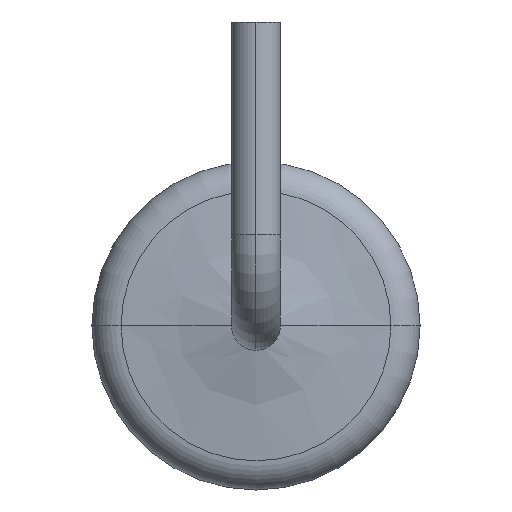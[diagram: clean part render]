
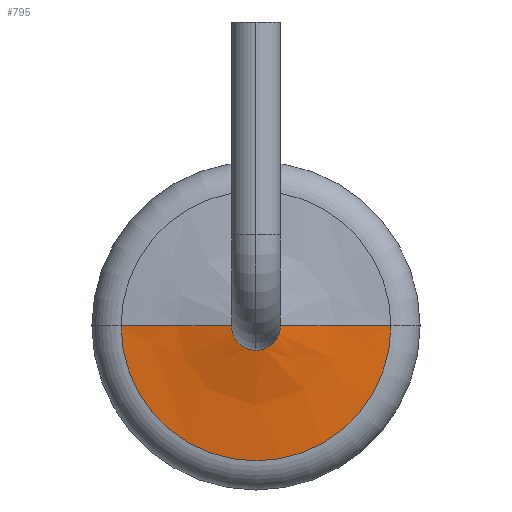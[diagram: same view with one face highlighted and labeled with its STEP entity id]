
A CAD part, left-side view. The second image highlights one B-rep face of the part: STEP entity #795.
In plain terms, the highlighted free-form (B-spline) face has degree [2, 3] with [3, 4] control points.
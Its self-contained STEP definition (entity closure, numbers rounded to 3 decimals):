
#37 = ORIENTED_EDGE ( 'NONE', *, *, #1599, .F. ) ;
#66 = CARTESIAN_POINT ( 'NONE',  ( -7.39, 0.4, 0. ) ) ;
#85 = CARTESIAN_POINT ( 'NONE',  ( -7.164, 1.299, 0. ) ) ;
#102 = B_SPLINE_CURVE_WITH_KNOTS ( 'NONE', 2,
 ( #2140, #2326, #1387 ),
 .UNSPECIFIED., .F., .F.,
 ( 3, 3 ),
 ( 0.175, 0.85 ),
 .UNSPECIFIED. ) ;
#120 = CARTESIAN_POINT ( 'NONE',  ( -7.39, 0., 0. ) ) ;
#168 = DIRECTION ( 'NONE',  ( -1., 0., 0. ) ) ;
#264 = CARTESIAN_POINT ( 'NONE',  ( -7.39, 0.4, -0.8 ) ) ;
#269 = EDGE_CURVE ( 'NONE', #1643, #863, #1088, .T. ) ;
#286 =( BOUNDED_SURFACE ( )  B_SPLINE_SURFACE ( 2, 3, ( 
 ( #2278, #1337, #1531, #423 ),
 ( #1916, #786, #2102, #2299 ),
 ( #66, #264, #1541, #432 ) ),
 .UNSPECIFIED., .F., .F., .T. ) 
 B_SPLINE_SURFACE_WITH_KNOTS ( ( 3, 3 ),
 ( 4, 4 ),
 ( 0.175, 0.85 ),
 ( 0., 1. ),
 .UNSPECIFIED. ) 
 GEOMETRIC_REPRESENTATION_ITEM ( )  RATIONAL_B_SPLINE_SURFACE ( (
 ( 1., 0.333, 0.333, 1.),
 ( 1., 0.333, 0.333, 1.),
 ( 1., 0.333, 0.333, 1.) ) ) 
 REPRESENTATION_ITEM ( '' )  SURFACE ( )  );
#317 = CIRCLE ( 'NONE', #977, 0.4 ) ;
#423 = CARTESIAN_POINT ( 'NONE',  ( -7.126, -2.22, 0. ) ) ;
#432 = CARTESIAN_POINT ( 'NONE',  ( -7.39, -0.4, 0. ) ) ;
#482 = DIRECTION ( 'NONE',  ( -1., 0., 0. ) ) ;
#521 = ORIENTED_EDGE ( 'NONE', *, *, #823, .T. ) ;
#561 = AXIS2_PLACEMENT_3D ( 'NONE', #1615, #168, #1060 ) ;
#621 = VERTEX_POINT ( 'NONE', #1773 ) ;
#786 = CARTESIAN_POINT ( 'NONE',  ( -7.164, 1.299, -2.598 ) ) ;
#795 = ADVANCED_FACE ( 'NONE', ( #1992 ), #286, .F. ) ;
#816 = CARTESIAN_POINT ( 'NONE',  ( -7.126, 2.22, 0. ) ) ;
#821 = CARTESIAN_POINT ( 'NONE',  ( -7.39, 0., -0.4 ) ) ;
#823 = EDGE_CURVE ( 'NONE', #1956, #621, #102, .T. ) ;
#833 = DIRECTION ( 'NONE',  ( -1., 0., 0. ) ) ;
#863 = VERTEX_POINT ( 'NONE', #821 ) ;
#879 = ORIENTED_EDGE ( 'NONE', *, *, #1027, .T. ) ;
#977 = AXIS2_PLACEMENT_3D ( 'NONE', #120, #482, #1993 ) ;
#997 = DIRECTION ( 'NONE',  ( 0., -1., 0. ) ) ;
#1027 = EDGE_CURVE ( 'NONE', #1122, #1956, #2288, .T. ) ;
#1060 = DIRECTION ( 'NONE',  ( 0., -1., 0. ) ) ;
#1088 = CIRCLE ( 'NONE', #561, 0.4 ) ;
#1122 = VERTEX_POINT ( 'NONE', #816 ) ;
#1131 = ORIENTED_EDGE ( 'NONE', *, *, #1154, .F. ) ;
#1154 = EDGE_CURVE ( 'NONE', #863, #621, #317, .T. ) ;
#1337 = CARTESIAN_POINT ( 'NONE',  ( -7.126, 2.22, -4.441 ) ) ;
#1387 = CARTESIAN_POINT ( 'NONE',  ( -7.39, -0.4, 0. ) ) ;
#1448 = CARTESIAN_POINT ( 'NONE',  ( -7.39, 0.4, 0. ) ) ;
#1531 = CARTESIAN_POINT ( 'NONE',  ( -7.126, -2.22, -4.441 ) ) ;
#1541 = CARTESIAN_POINT ( 'NONE',  ( -7.39, -0.4, -0.8 ) ) ;
#1587 = AXIS2_PLACEMENT_3D ( 'NONE', #1601, #833, #997 ) ;
#1599 = EDGE_CURVE ( 'NONE', #1122, #1643, #2236, .T. ) ;
#1601 = CARTESIAN_POINT ( 'NONE',  ( -7.126, 0., 0. ) ) ;
#1615 = CARTESIAN_POINT ( 'NONE',  ( -7.39, 0., 0. ) ) ;
#1643 = VERTEX_POINT ( 'NONE', #1448 ) ;
#1650 = EDGE_LOOP ( 'NONE', ( #879, #521, #1131, #2252, #37 ) ) ;
#1773 = CARTESIAN_POINT ( 'NONE',  ( -7.39, -0.4, 0. ) ) ;
#1916 = CARTESIAN_POINT ( 'NONE',  ( -7.164, 1.299, 0. ) ) ;
#1956 = VERTEX_POINT ( 'NONE', #2063 ) ;
#1964 = CARTESIAN_POINT ( 'NONE',  ( -7.126, 2.22, 0. ) ) ;
#1973 = CARTESIAN_POINT ( 'NONE',  ( -7.39, 0.4, 0. ) ) ;
#1992 = FACE_OUTER_BOUND ( 'NONE', #1650, .T. ) ;
#1993 = DIRECTION ( 'NONE',  ( 0., -1., 0. ) ) ;
#2063 = CARTESIAN_POINT ( 'NONE',  ( -7.126, -2.22, 0. ) ) ;
#2102 = CARTESIAN_POINT ( 'NONE',  ( -7.164, -1.299, -2.598 ) ) ;
#2140 = CARTESIAN_POINT ( 'NONE',  ( -7.126, -2.22, 0. ) ) ;
#2236 = B_SPLINE_CURVE_WITH_KNOTS ( 'NONE', 2,
 ( #1964, #85, #1973 ),
 .UNSPECIFIED., .F., .F.,
 ( 3, 3 ),
 ( 0.175, 0.85 ),
 .UNSPECIFIED. ) ;
#2252 = ORIENTED_EDGE ( 'NONE', *, *, #269, .F. ) ;
#2278 = CARTESIAN_POINT ( 'NONE',  ( -7.126, 2.22, 0. ) ) ;
#2288 = CIRCLE ( 'NONE', #1587, 2.22 ) ;
#2299 = CARTESIAN_POINT ( 'NONE',  ( -7.164, -1.299, 0. ) ) ;
#2326 = CARTESIAN_POINT ( 'NONE',  ( -7.164, -1.299, 0. ) ) ;
